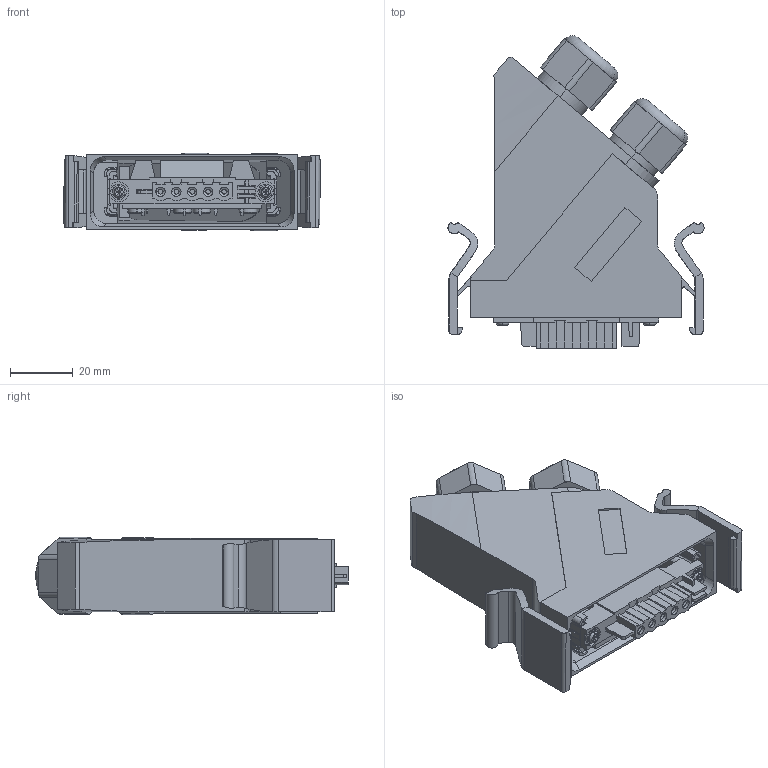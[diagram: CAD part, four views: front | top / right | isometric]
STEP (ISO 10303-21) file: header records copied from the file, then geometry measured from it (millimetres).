
FILE_DESCRIPTION(('Creo Elements/Direct Modeling STEP Export'),'2;1');
FILE_NAME('model.stp','2020-04-15T 9:31:06',(''),(''),'Creo Elements/Direct Modeling STEP processor for AP214 (Solid Model)','Creo Elements/Direct Modeling 20.1A 29-Sep-2018 (C) Parametric Technology GmbH','');
FILE_SCHEMA(('AUTOMOTIVE_DESIGN { 1 0 10303 214 1 1 1 1 }'));
Length unit declared in the file: millimetre
Products named in the file (3): LP-VS-25-DeviceNet.1; VS-25-KT_Tuelle; VS-25-DEVNET
Assembly tree (2 placements, depth 2):
  VS-25-DEVNET
    VS-25-KT_Tuelle
    LP-VS-25-DeviceNet.1
Bounding box: 81.85 x 99.8 x 24.68 mm (x, y, z)
Volume: 53254 mm3; surface area: 45049.4 mm2
Topology: 2 solids, 2 shells, 1071 faces, 2815 edges, 1839 vertices
Faces by surface type: plane 695, cylinder 292, cone 58, torus 24, sphere 2
Entity records: 42108 total; most frequent: CARTESIAN_POINT 8077, ORIENTED_EDGE 5622, DIRECTION 4844, EDGE_CURVE 2811, VECTOR 1924, LINE 1924, VERTEX_POINT 1839, AXIS2_PLACEMENT_3D 1460
